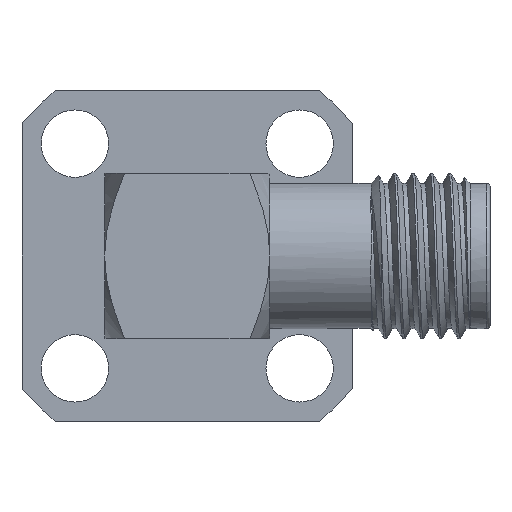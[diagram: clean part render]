
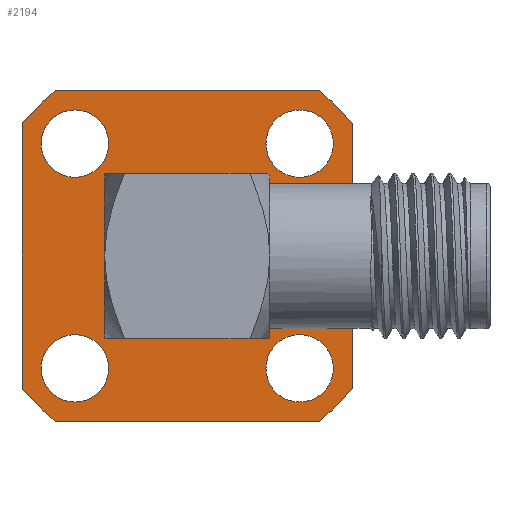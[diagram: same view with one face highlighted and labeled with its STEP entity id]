
A CAD part, left-side view. The second image highlights one B-rep face of the part: STEP entity #2194.
In plain terms, the highlighted planar face has unit normal (-1, 0, 0).
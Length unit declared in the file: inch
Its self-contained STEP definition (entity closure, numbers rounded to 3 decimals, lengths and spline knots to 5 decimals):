
#25 = DIRECTION ( 'NONE',  ( 1., 0., 0. ) ) ;
#50 = LINE ( 'NONE', #4239, #4482 ) ;
#77 = CARTESIAN_POINT ( 'NONE',  ( 0.497, -0.12, 0. ) ) ;
#94 = VERTEX_POINT ( 'NONE', #2488 ) ;
#97 = ORIENTED_EDGE ( 'NONE', *, *, #3963, .T. ) ;
#141 = AXIS2_PLACEMENT_3D ( 'NONE', #278, #1411, #4017 ) ;
#189 = CARTESIAN_POINT ( 'NONE',  ( 0.497, -0.25, 0.19975 ) ) ;
#199 = CIRCLE ( 'NONE', #1700, 0.32 ) ;
#218 = DIRECTION ( 'NONE',  ( -1., 0., 0. ) ) ;
#278 = CARTESIAN_POINT ( 'NONE',  ( 0.497, 0., 0. ) ) ;
#289 = CIRCLE ( 'NONE', #880, 0.051 ) ;
#368 = CARTESIAN_POINT ( 'NONE',  ( 0.497, 0., 0. ) ) ;
#380 = EDGE_CURVE ( 'NONE', #1689, #754, #50, .T. ) ;
#405 = EDGE_CURVE ( 'NONE', #1306, #94, #2695, .T. ) ;
#407 = CARTESIAN_POINT ( 'NONE',  ( 0.497, -0.25, -0.25 ) ) ;
#422 = EDGE_LOOP ( 'NONE', ( #3785 ) ) ;
#425 = CARTESIAN_POINT ( 'NONE',  ( 0.497, -0.221, -0.17 ) ) ;
#472 = EDGE_CURVE ( 'NONE', #2261, #1689, #3405, .T. ) ;
#615 = CARTESIAN_POINT ( 'NONE',  ( 0.497, 0.25, -0.19975 ) ) ;
#632 = EDGE_CURVE ( 'NONE', #94, #2261, #4721, .T. ) ;
#661 = CARTESIAN_POINT ( 'NONE',  ( 0.497, 0., 0. ) ) ;
#754 = VERTEX_POINT ( 'NONE', #615 ) ;
#804 = AXIS2_PLACEMENT_3D ( 'NONE', #1237, #3502, #3116 ) ;
#849 = ORIENTED_EDGE ( 'NONE', *, *, #1330, .T. ) ;
#877 = DIRECTION ( 'NONE',  ( 0., -1., 0. ) ) ;
#880 = AXIS2_PLACEMENT_3D ( 'NONE', #2759, #953, #4245 ) ;
#939 = ORIENTED_EDGE ( 'NONE', *, *, #632, .T. ) ;
#953 = DIRECTION ( 'NONE',  ( -1., 0., 0. ) ) ;
#975 = DIRECTION ( 'NONE',  ( 0., -1., 0. ) ) ;
#1000 = EDGE_CURVE ( 'NONE', #1719, #1719, #289, .T. ) ;
#1063 = VECTOR ( 'NONE', #3849, 39.37008 ) ;
#1075 = ORIENTED_EDGE ( 'NONE', *, *, #472, .T. ) ;
#1117 = DIRECTION ( 'NONE',  ( 0., -1., 0. ) ) ;
#1182 = DIRECTION ( 'NONE',  ( 0., -1., 0. ) ) ;
#1194 = ORIENTED_EDGE ( 'NONE', *, *, #1824, .F. ) ;
#1219 = CARTESIAN_POINT ( 'NONE',  ( 0.497, 0., 0. ) ) ;
#1237 = CARTESIAN_POINT ( 'NONE',  ( 0.497, 0.125, 0. ) ) ;
#1275 = DIRECTION ( 'NONE',  ( -1., 0., 0. ) ) ;
#1306 = VERTEX_POINT ( 'NONE', #189 ) ;
#1326 = CARTESIAN_POINT ( 'NONE',  ( 0.497, 0.25, 0.19975 ) ) ;
#1330 = EDGE_CURVE ( 'NONE', #3136, #3136, #2455, .T. ) ;
#1331 = ORIENTED_EDGE ( 'NONE', *, *, #1000, .F. ) ;
#1389 = AXIS2_PLACEMENT_3D ( 'NONE', #1737, #4319, #4696 ) ;
#1390 = CARTESIAN_POINT ( 'NONE',  ( 0.497, 0.19975, -0.25 ) ) ;
#1410 = FACE_BOUND ( 'NONE', #3400, .T. ) ;
#1411 = DIRECTION ( 'NONE',  ( -1., 0., 0. ) ) ;
#1425 = VERTEX_POINT ( 'NONE', #4072 ) ;
#1468 = ORIENTED_EDGE ( 'NONE', *, *, #4034, .F. ) ;
#1483 = ORIENTED_EDGE ( 'NONE', *, *, #4439, .T. ) ;
#1623 = EDGE_LOOP ( 'NONE', ( #849 ) ) ;
#1689 = VERTEX_POINT ( 'NONE', #1326 ) ;
#1700 = AXIS2_PLACEMENT_3D ( 'NONE', #1219, #2063, #975 ) ;
#1719 = VERTEX_POINT ( 'NONE', #2218 ) ;
#1737 = CARTESIAN_POINT ( 'NONE',  ( 0.497, -0.17, -0.17 ) ) ;
#1756 = DIRECTION ( 'NONE',  ( 0., -1., 0. ) ) ;
#1779 = VECTOR ( 'NONE', #2954, 39.37008 ) ;
#1824 = EDGE_CURVE ( 'NONE', #1951, #1951, #2215, .T. ) ;
#1919 = CARTESIAN_POINT ( 'NONE',  ( 0.497, 0.119, 0.17 ) ) ;
#1951 = VERTEX_POINT ( 'NONE', #425 ) ;
#1952 = CARTESIAN_POINT ( 'NONE',  ( 0.497, 0.119, -0.17 ) ) ;
#2036 = ORIENTED_EDGE ( 'NONE', *, *, #405, .T. ) ;
#2041 = EDGE_LOOP ( 'NONE', ( #97, #2036, #939, #1075, #3724, #2499, #1483, #2207 ) ) ;
#2063 = DIRECTION ( 'NONE',  ( -1., 0., 0. ) ) ;
#2175 = VERTEX_POINT ( 'NONE', #2705 ) ;
#2194 = ADVANCED_FACE ( 'NONE', ( #3514, #1410, #3339, #2500, #2817, #2388 ), #4549, .T. ) ;
#2207 = ORIENTED_EDGE ( 'NONE', *, *, #3156, .T. ) ;
#2215 = CIRCLE ( 'NONE', #1389, 0.051 ) ;
#2218 = CARTESIAN_POINT ( 'NONE',  ( 0.497, -0.221, 0.17 ) ) ;
#2261 = VERTEX_POINT ( 'NONE', #3484 ) ;
#2359 = CARTESIAN_POINT ( 'NONE',  ( 0.497, 0.17, 0.17 ) ) ;
#2388 = FACE_OUTER_BOUND ( 'NONE', #2041, .T. ) ;
#2423 = CIRCLE ( 'NONE', #4334, 0.051 ) ;
#2455 = CIRCLE ( 'NONE', #2887, 0.12 ) ;
#2488 = CARTESIAN_POINT ( 'NONE',  ( 0.497, -0.19975, 0.25 ) ) ;
#2499 = ORIENTED_EDGE ( 'NONE', *, *, #4480, .T. ) ;
#2500 = FACE_BOUND ( 'NONE', #422, .T. ) ;
#2504 = DIRECTION ( 'NONE',  ( 0., -1., 0. ) ) ;
#2537 = AXIS2_PLACEMENT_3D ( 'NONE', #2359, #218, #3139 ) ;
#2639 = VECTOR ( 'NONE', #1182, 39.37008 ) ;
#2695 = CIRCLE ( 'NONE', #141, 0.32 ) ;
#2705 = CARTESIAN_POINT ( 'NONE',  ( 0.497, -0.25, -0.19975 ) ) ;
#2759 = CARTESIAN_POINT ( 'NONE',  ( 0.497, -0.17, 0.17 ) ) ;
#2775 = DIRECTION ( 'NONE',  ( 0., 0., -1. ) ) ;
#2817 = FACE_BOUND ( 'NONE', #3812, .T. ) ;
#2836 = VERTEX_POINT ( 'NONE', #1919 ) ;
#2873 = CARTESIAN_POINT ( 'NONE',  ( 0.497, 0., 0. ) ) ;
#2887 = AXIS2_PLACEMENT_3D ( 'NONE', #368, #25, #1117 ) ;
#2954 = DIRECTION ( 'NONE',  ( 0., 1., 0. ) ) ;
#3108 = CARTESIAN_POINT ( 'NONE',  ( 0.497, 0.17, -0.17 ) ) ;
#3116 = DIRECTION ( 'NONE',  ( 0., -1., 0. ) ) ;
#3136 = VERTEX_POINT ( 'NONE', #77 ) ;
#3139 = DIRECTION ( 'NONE',  ( 0., -1., 0. ) ) ;
#3156 = EDGE_CURVE ( 'NONE', #1425, #2175, #4453, .T. ) ;
#3265 = LINE ( 'NONE', #3707, #1063 ) ;
#3339 = FACE_BOUND ( 'NONE', #4331, .T. ) ;
#3400 = EDGE_LOOP ( 'NONE', ( #1194 ) ) ;
#3405 = CIRCLE ( 'NONE', #4068, 0.32 ) ;
#3413 = EDGE_CURVE ( 'NONE', #2836, #2836, #3604, .T. ) ;
#3484 = CARTESIAN_POINT ( 'NONE',  ( 0.497, 0.19975, 0.25 ) ) ;
#3499 = AXIS2_PLACEMENT_3D ( 'NONE', #661, #4682, #2504 ) ;
#3502 = DIRECTION ( 'NONE',  ( -1., 0., 0. ) ) ;
#3514 = FACE_BOUND ( 'NONE', #1623, .T. ) ;
#3572 = CARTESIAN_POINT ( 'NONE',  ( 0.497, -0.25, 0.25 ) ) ;
#3604 = CIRCLE ( 'NONE', #2537, 0.051 ) ;
#3609 = DIRECTION ( 'NONE',  ( -1., 0., 0. ) ) ;
#3707 = CARTESIAN_POINT ( 'NONE',  ( 0.497, -0.25, -0.25 ) ) ;
#3724 = ORIENTED_EDGE ( 'NONE', *, *, #380, .T. ) ;
#3785 = ORIENTED_EDGE ( 'NONE', *, *, #3413, .F. ) ;
#3812 = EDGE_LOOP ( 'NONE', ( #1468 ) ) ;
#3849 = DIRECTION ( 'NONE',  ( 0., 0., 1. ) ) ;
#3963 = EDGE_CURVE ( 'NONE', #2175, #1306, #3265, .T. ) ;
#4017 = DIRECTION ( 'NONE',  ( 0., -1., 0. ) ) ;
#4034 = EDGE_CURVE ( 'NONE', #4049, #4049, #2423, .T. ) ;
#4049 = VERTEX_POINT ( 'NONE', #1952 ) ;
#4068 = AXIS2_PLACEMENT_3D ( 'NONE', #2873, #3609, #1756 ) ;
#4072 = CARTESIAN_POINT ( 'NONE',  ( 0.497, -0.19975, -0.25 ) ) ;
#4239 = CARTESIAN_POINT ( 'NONE',  ( 0.497, 0.25, -0.25 ) ) ;
#4245 = DIRECTION ( 'NONE',  ( 0., -1., 0. ) ) ;
#4319 = DIRECTION ( 'NONE',  ( -1., 0., 0. ) ) ;
#4331 = EDGE_LOOP ( 'NONE', ( #1331 ) ) ;
#4334 = AXIS2_PLACEMENT_3D ( 'NONE', #3108, #1275, #877 ) ;
#4439 = EDGE_CURVE ( 'NONE', #4654, #1425, #4616, .T. ) ;
#4453 = CIRCLE ( 'NONE', #3499, 0.32 ) ;
#4480 = EDGE_CURVE ( 'NONE', #754, #4654, #199, .T. ) ;
#4482 = VECTOR ( 'NONE', #2775, 39.37008 ) ;
#4549 = PLANE ( 'NONE',  #804 ) ;
#4616 = LINE ( 'NONE', #407, #2639 ) ;
#4654 = VERTEX_POINT ( 'NONE', #1390 ) ;
#4682 = DIRECTION ( 'NONE',  ( -1., 0., 0. ) ) ;
#4696 = DIRECTION ( 'NONE',  ( 0., -1., 0. ) ) ;
#4721 = LINE ( 'NONE', #3572, #1779 ) ;
